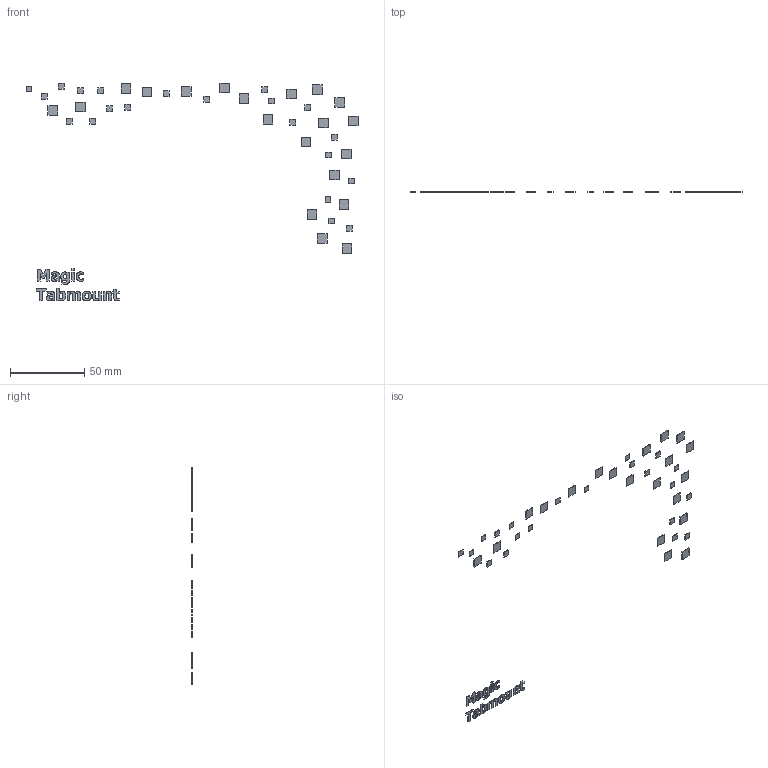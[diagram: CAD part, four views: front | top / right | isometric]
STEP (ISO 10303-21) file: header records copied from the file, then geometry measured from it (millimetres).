
FILE_DESCRIPTION(/* description */ (''),/* implementation_level */ '2;1');
FILE_NAME(/* name */ 'Gehuse Infill.stp',/* time_stamp */ '2024-12-27T23:01:38+01:00',/* author */ ('Maximilian.Giesen'),/* organization */ (''),/* preprocessor_version */ 'ST-DEVELOPER v20',/* originating_system */ 'Autodesk Inventor 2024',/* authorisation */ '');
FILE_SCHEMA (('AUTOMOTIVE_DESIGN { 1 0 10303 214 3 1 1 }'));
Length unit declared in the file: millimetre
Products named in the file (1): First Layer Infill
Bounding box: 223.73 x 0.4 x 146.78 mm (x, y, z)
Volume: 613.4 mm3; surface area: 3589.8 mm2
Topology: 55 solids, 55 shells, 476 faces, 1098 edges, 732 vertices
Faces by surface type: plane 374, bspline 102
Entity records: 15451 total; most frequent: CARTESIAN_POINT 5281, ORIENTED_EDGE 2196, DIRECTION 1644, EDGE_CURVE 1098, LINE 894, VECTOR 894, VERTEX_POINT 732, EDGE_LOOP 486
